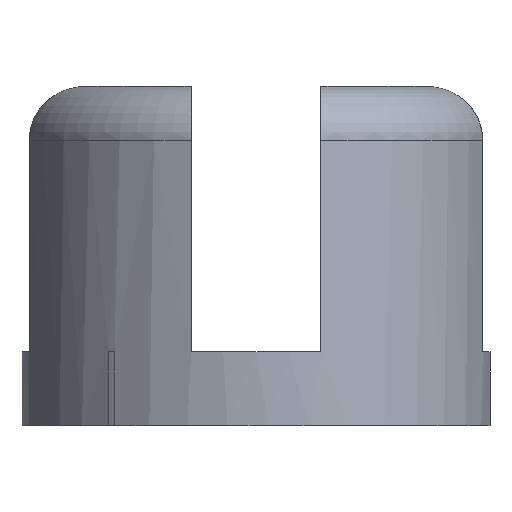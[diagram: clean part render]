
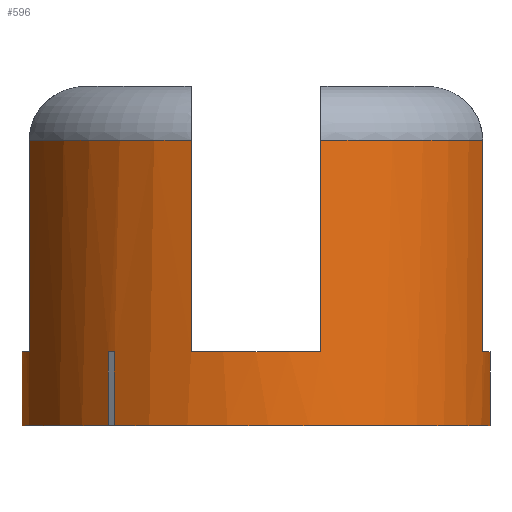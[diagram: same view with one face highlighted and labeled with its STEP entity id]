
A CAD part, front view. The second image highlights one B-rep face of the part: STEP entity #596.
In plain terms, the highlighted cylindrical face has radius 8 mm (diameter 16 mm), a partial arc.
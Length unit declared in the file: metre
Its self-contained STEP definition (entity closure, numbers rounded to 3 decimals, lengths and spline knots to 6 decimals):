
#33=CIRCLE('',#636,0.008);
#39=CIRCLE('',#644,0.008);
#40=CIRCLE('',#645,0.008);
#41=CIRCLE('',#646,0.008);
#44=CIRCLE('',#651,0.008);
#45=CIRCLE('',#652,0.008);
#51=CIRCLE('',#661,0.008);
#54=CIRCLE('',#665,0.008);
#69=CYLINDRICAL_SURFACE('',#678,0.008);
#90=FACE_OUTER_BOUND('',#122,.T.);
#122=EDGE_LOOP('',(#477,#478,#479,#480,#481,#482,#483,#484,#485,#486,#487,
#488,#489,#490,#491,#492));
#142=LINE('',#899,#188);
#143=LINE('',#905,#189);
#158=LINE('',#956,#204);
#168=LINE('',#1095,#214);
#173=LINE('',#1107,#219);
#174=LINE('',#1109,#220);
#175=LINE('',#1110,#221);
#176=LINE('',#1111,#222);
#188=VECTOR('',#710,0.01);
#189=VECTOR('',#715,0.01);
#204=VECTOR('',#762,0.01);
#214=VECTOR('',#824,1.);
#219=VECTOR('',#835,1.);
#220=VECTOR('',#838,1.);
#221=VECTOR('',#839,1.);
#222=VECTOR('',#840,1.);
#232=VERTEX_POINT('',#893);
#234=VERTEX_POINT('',#897);
#236=VERTEX_POINT('',#902);
#237=VERTEX_POINT('',#904);
#241=VERTEX_POINT('',#916);
#249=VERTEX_POINT('',#936);
#250=VERTEX_POINT('',#938);
#252=VERTEX_POINT('',#942);
#253=VERTEX_POINT('',#944);
#255=VERTEX_POINT('',#948);
#257=VERTEX_POINT('',#954);
#258=VERTEX_POINT('',#959);
#268=VERTEX_POINT('',#1020);
#269=VERTEX_POINT('',#1031);
#271=VERTEX_POINT('',#1046);
#274=VERTEX_POINT('',#1060);
#294=EDGE_CURVE('',#234,#232,#142,.T.);
#296=EDGE_CURVE('',#236,#237,#143,.T.);
#303=EDGE_CURVE('',#234,#241,#33,.T.);
#313=EDGE_CURVE('',#249,#250,#39,.T.);
#316=EDGE_CURVE('',#252,#253,#40,.T.);
#319=EDGE_CURVE('',#236,#255,#41,.T.);
#322=EDGE_CURVE('',#257,#249,#158,.T.);
#324=EDGE_CURVE('',#237,#258,#44,.T.);
#326=EDGE_CURVE('',#232,#257,#45,.T.);
#337=EDGE_CURVE('',#268,#269,#51,.T.);
#343=EDGE_CURVE('',#274,#271,#54,.T.);
#356=EDGE_CURVE('',#252,#269,#168,.T.);
#363=EDGE_CURVE('',#274,#253,#173,.T.);
#364=EDGE_CURVE('',#268,#250,#174,.T.);
#365=EDGE_CURVE('',#258,#241,#175,.T.);
#366=EDGE_CURVE('',#255,#271,#176,.T.);
#477=ORIENTED_EDGE('',*,*,#337,.F.);
#478=ORIENTED_EDGE('',*,*,#364,.T.);
#479=ORIENTED_EDGE('',*,*,#313,.F.);
#480=ORIENTED_EDGE('',*,*,#322,.F.);
#481=ORIENTED_EDGE('',*,*,#326,.F.);
#482=ORIENTED_EDGE('',*,*,#294,.F.);
#483=ORIENTED_EDGE('',*,*,#303,.T.);
#484=ORIENTED_EDGE('',*,*,#365,.F.);
#485=ORIENTED_EDGE('',*,*,#324,.F.);
#486=ORIENTED_EDGE('',*,*,#296,.F.);
#487=ORIENTED_EDGE('',*,*,#319,.T.);
#488=ORIENTED_EDGE('',*,*,#366,.T.);
#489=ORIENTED_EDGE('',*,*,#343,.F.);
#490=ORIENTED_EDGE('',*,*,#363,.T.);
#491=ORIENTED_EDGE('',*,*,#316,.F.);
#492=ORIENTED_EDGE('',*,*,#356,.T.);
#596=ADVANCED_FACE('',(#90),#69,.T.);
#636=AXIS2_PLACEMENT_3D('',#918,#727,#728);
#644=AXIS2_PLACEMENT_3D('',#939,#747,#748);
#645=AXIS2_PLACEMENT_3D('',#945,#751,#752);
#646=AXIS2_PLACEMENT_3D('',#950,#755,#756);
#651=AXIS2_PLACEMENT_3D('',#960,#767,#768);
#652=AXIS2_PLACEMENT_3D('',#962,#770,#771);
#661=AXIS2_PLACEMENT_3D('',#1032,#788,#789);
#665=AXIS2_PLACEMENT_3D('',#1071,#796,#797);
#678=AXIS2_PLACEMENT_3D('',#1108,#836,#837);
#710=DIRECTION('',(0.,0.,-1.));
#715=DIRECTION('',(0.,0.,-1.));
#727=DIRECTION('center_axis',(0.,0.,1.));
#728=DIRECTION('ref_axis',(1.,0.,0.));
#747=DIRECTION('center_axis',(0.,0.,1.));
#748=DIRECTION('ref_axis',(-1.,0.,0.));
#751=DIRECTION('center_axis',(0.,0.,1.));
#752=DIRECTION('ref_axis',(1.,0.,0.));
#755=DIRECTION('center_axis',(0.,0.,-1.));
#756=DIRECTION('ref_axis',(-1.,0.,0.));
#762=DIRECTION('',(0.,0.,1.));
#767=DIRECTION('center_axis',(0.,0.,-1.));
#768=DIRECTION('ref_axis',(-1.,0.,0.));
#770=DIRECTION('center_axis',(0.,0.,-1.));
#771=DIRECTION('ref_axis',(-1.,0.,0.));
#788=DIRECTION('center_axis',(0.,0.,1.));
#789=DIRECTION('ref_axis',(-0.707,-0.707,0.));
#796=DIRECTION('center_axis',(0.,0.,1.));
#797=DIRECTION('ref_axis',(0.707,-0.707,0.));
#824=DIRECTION('',(0.,0.,1.));
#835=DIRECTION('',(0.,0.,-1.));
#836=DIRECTION('center_axis',(0.,0.,1.));
#837=DIRECTION('ref_axis',(1.,0.,0.));
#838=DIRECTION('',(0.,0.,-1.));
#839=DIRECTION('',(0.,0.,1.));
#840=DIRECTION('',(0.,0.,1.));
#893=CARTESIAN_POINT('',(0.06474,-0.005221,0.0015));
#897=CARTESIAN_POINT('',(0.06474,-0.005221,0.004));
#899=CARTESIAN_POINT('',(0.06474,-0.005221,0.004));
#902=CARTESIAN_POINT('',(0.077683,0.000021,0.004));
#904=CARTESIAN_POINT('',(0.077683,0.000021,0.0015));
#905=CARTESIAN_POINT('',(0.077683,0.000021,0.004));
#916=CARTESIAN_POINT('',(0.064945,-0.005381,0.004));
#918=CARTESIAN_POINT('Origin',(0.069745,0.001019,0.004));
#936=CARTESIAN_POINT('',(0.061808,0.000021,0.004));
#938=CARTESIAN_POINT('',(0.062054,-0.001181,0.004));
#939=CARTESIAN_POINT('Origin',(0.069745,0.001019,0.004));
#942=CARTESIAN_POINT('',(0.067545,-0.006672,0.004));
#944=CARTESIAN_POINT('',(0.071945,-0.006672,0.004));
#945=CARTESIAN_POINT('Origin',(0.069745,0.001019,0.004));
#948=CARTESIAN_POINT('',(0.077437,-0.001181,0.004));
#950=CARTESIAN_POINT('Origin',(0.069745,0.001019,0.004));
#954=CARTESIAN_POINT('',(0.061808,0.000021,0.0015));
#956=CARTESIAN_POINT('',(0.061808,0.000021,0.004));
#959=CARTESIAN_POINT('',(0.064945,-0.005381,0.0015));
#960=CARTESIAN_POINT('Origin',(0.069745,0.001019,0.0015));
#962=CARTESIAN_POINT('Origin',(0.069745,0.001019,0.0015));
#1020=CARTESIAN_POINT('',(0.062054,-0.001181,0.01118));
#1031=CARTESIAN_POINT('',(0.067545,-0.006672,0.01118));
#1032=CARTESIAN_POINT('Origin',(0.069745,0.001019,0.01118));
#1046=CARTESIAN_POINT('',(0.077437,-0.001181,0.01118));
#1060=CARTESIAN_POINT('',(0.071945,-0.006672,0.01118));
#1071=CARTESIAN_POINT('Origin',(0.069745,0.001019,0.01118));
#1095=CARTESIAN_POINT('',(0.067545,-0.006672,0.004));
#1107=CARTESIAN_POINT('',(0.071945,-0.006672,0.004));
#1108=CARTESIAN_POINT('Origin',(0.069745,0.001019,0.004));
#1109=CARTESIAN_POINT('',(0.062054,-0.001181,0.004));
#1110=CARTESIAN_POINT('',(0.064945,-0.005381,0.0015));
#1111=CARTESIAN_POINT('',(0.077437,-0.001181,0.004));
